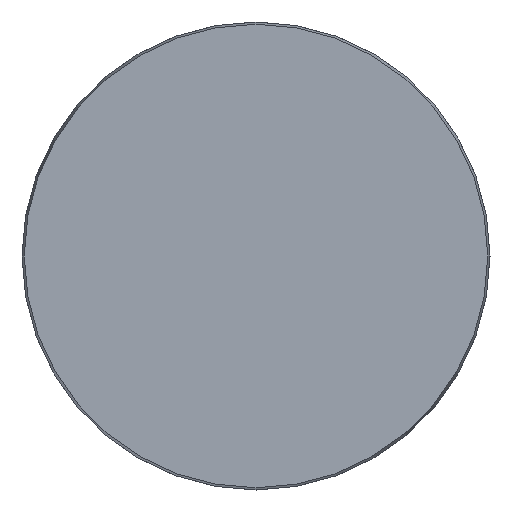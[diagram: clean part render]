
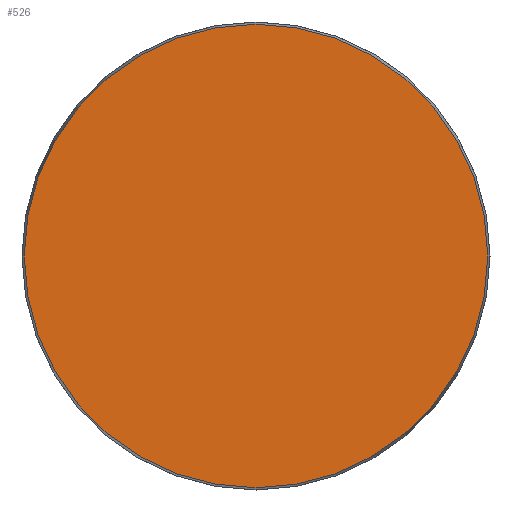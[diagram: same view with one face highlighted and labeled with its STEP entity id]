
A CAD part, front view. The second image highlights one B-rep face of the part: STEP entity #526.
In plain terms, the highlighted planar face has unit normal (0, -1, 0).
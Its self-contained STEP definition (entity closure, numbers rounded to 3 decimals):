
#12 = DIRECTION ( 'NONE',  ( 0., 1., 0. ) ) ;
#42 = ORIENTED_EDGE ( 'NONE', *, *, #433, .T. ) ;
#123 = PLANE ( 'NONE',  #321 ) ;
#215 = DIRECTION ( 'NONE',  ( 0., 0., -1. ) ) ;
#240 = FACE_OUTER_BOUND ( 'NONE', #435, .T. ) ;
#281 = CARTESIAN_POINT ( 'NONE',  ( 0., 0., -58.425 ) ) ;
#316 = DIRECTION ( 'NONE',  ( 0., -1., 0. ) ) ;
#321 = AXIS2_PLACEMENT_3D ( 'NONE', #704, #12, #638 ) ;
#326 = CARTESIAN_POINT ( 'NONE',  ( 0., 0., 0. ) ) ;
#379 = CIRCLE ( 'NONE', #624, 58.425 ) ;
#433 = EDGE_CURVE ( 'NONE', #553, #553, #379, .T. ) ;
#435 = EDGE_LOOP ( 'NONE', ( #42 ) ) ;
#526 = ADVANCED_FACE ( 'NONE', ( #240 ), #123, .F. ) ;
#553 = VERTEX_POINT ( 'NONE', #281 ) ;
#624 = AXIS2_PLACEMENT_3D ( 'NONE', #326, #316, #215 ) ;
#638 = DIRECTION ( 'NONE',  ( 0., 0., 1. ) ) ;
#704 = CARTESIAN_POINT ( 'NONE',  ( -58.425, 0., 0. ) ) ;
